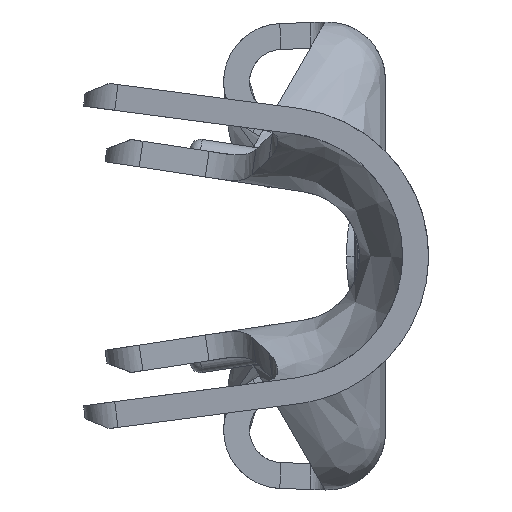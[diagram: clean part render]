
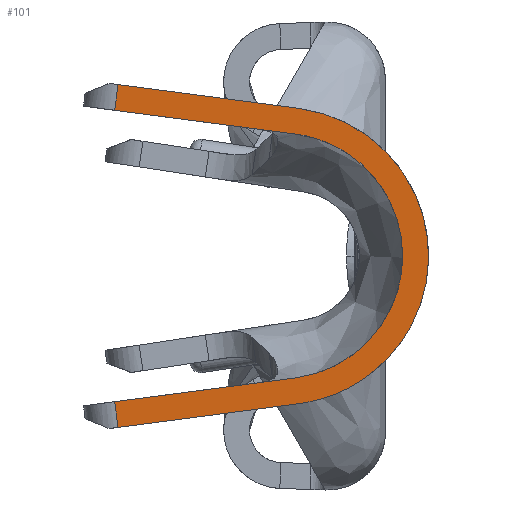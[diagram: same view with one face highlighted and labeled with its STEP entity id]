
A CAD part, left-side view. The second image highlights one B-rep face of the part: STEP entity #101.
In plain terms, the highlighted planar face has unit normal (-0.996, 0.087, 0).
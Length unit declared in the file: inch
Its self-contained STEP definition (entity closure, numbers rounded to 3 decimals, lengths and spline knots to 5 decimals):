
#101 = ADVANCED_FACE ( 'NONE', ( #768 ), #4832, .F. ) ;
#133 = VECTOR ( 'NONE', #4410, 39.37008 ) ;
#213 = DIRECTION ( 'NONE',  ( 0.996, -0.087, 0. ) ) ;
#340 = EDGE_CURVE ( 'NONE', #7989, #1791, #9809, .T. ) ;
#385 = VECTOR ( 'NONE', #3781, 39.37008 ) ;
#536 = EDGE_CURVE ( 'NONE', #1791, #537, #6393, .T. ) ;
#537 = VERTEX_POINT ( 'NONE', #7044 ) ;
#768 = FACE_OUTER_BOUND ( 'NONE', #5310, .T. ) ;
#775 = EDGE_CURVE ( 'NONE', #537, #1299, #6642, .T. ) ;
#854 = CARTESIAN_POINT ( 'NONE',  ( -0.58461, 0.02708, -0.05651 ) ) ;
#896 = CARTESIAN_POINT ( 'NONE',  ( -0.59239, -0.0618, -0.04482 ) ) ;
#1079 = VERTEX_POINT ( 'NONE', #2275 ) ;
#1081 = EDGE_CURVE ( 'NONE', #6029, #1079, #2504, .T. ) ;
#1194 = CARTESIAN_POINT ( 'NONE',  ( -0.58475, 0.02552, 0.06841 ) ) ;
#1207 = EDGE_CURVE ( 'NONE', #6029, #1299, #1771, .T. ) ;
#1215 = CARTESIAN_POINT ( 'NONE',  ( -0.58421, 0.03173, -0.06923 ) ) ;
#1220 = EDGE_CURVE ( 'NONE', #7989, #7440, #9431, .T. ) ;
#1299 = VERTEX_POINT ( 'NONE', #2327 ) ;
#1437 = ORIENTED_EDGE ( 'NONE', *, *, #536, .F. ) ;
#1771 = LINE ( 'NONE', #9028, #133 ) ;
#1791 = VERTEX_POINT ( 'NONE', #9553 ) ;
#1996 = CARTESIAN_POINT ( 'NONE',  ( -0.59416, -0.08208, -0.05426 ) ) ;
#2275 = CARTESIAN_POINT ( 'NONE',  ( -0.58475, 0.02552, 0.06841 ) ) ;
#2327 = CARTESIAN_POINT ( 'NONE',  ( -0.57727, 0.11102, 0.06755 ) ) ;
#2497 = CARTESIAN_POINT ( 'NONE',  ( -0.59239, -0.0618, 0.04482 ) ) ;
#2504 = LINE ( 'NONE', #4487, #385 ) ;
#2810 = ORIENTED_EDGE ( 'NONE', *, *, #6407, .F. ) ;
#2943 = DIRECTION ( 'NONE',  ( -0.011, -0.13, -0.991 ) ) ;
#3178 = DIRECTION ( 'NONE',  ( -0.086, -0.988, 0.13 ) ) ;
#3378 =( BOUNDED_CURVE ( )  B_SPLINE_CURVE ( 3, ( #1194, #6535, #1996, #7324 ),
 .UNSPECIFIED., .F., .F. ) 
 B_SPLINE_CURVE_WITH_KNOTS ( ( 4, 4 ),
 ( 4.84314, 7.72323 ),
 .UNSPECIFIED. ) 
 CURVE ( )  GEOMETRIC_REPRESENTATION_ITEM ( )  RATIONAL_B_SPLINE_CURVE ( ( 1., 0.42, 0.42, 1. ) ) 
 REPRESENTATION_ITEM ( '' )  );
#3470 = VECTOR ( 'NONE', #3178, 39.37008 ) ;
#3579 = DIRECTION ( 'NONE',  ( 0.086, 0.988, -0.13 ) ) ;
#3781 = DIRECTION ( 'NONE',  ( -0.086, -0.988, -0.13 ) ) ;
#3899 = CARTESIAN_POINT ( 'NONE',  ( -0.57727, 0.11102, -0.06755 ) ) ;
#4054 = EDGE_CURVE ( 'NONE', #1079, #7079, #3378, .T. ) ;
#4410 = DIRECTION ( 'NONE',  ( 0.011, 0.13, -0.991 ) ) ;
#4487 = CARTESIAN_POINT ( 'NONE',  ( -0.58421, 0.03173, 0.06923 ) ) ;
#4514 = ORIENTED_EDGE ( 'NONE', *, *, #775, .F. ) ;
#4534 = CARTESIAN_POINT ( 'NONE',  ( -0.57741, 0.10945, 0.07945 ) ) ;
#4832 = PLANE ( 'NONE',  #5261 ) ;
#5159 = CARTESIAN_POINT ( 'NONE',  ( -0.57741, 0.10945, -0.07945 ) ) ;
#5261 = AXIS2_PLACEMENT_3D ( 'NONE', #6339, #213, #5597 ) ;
#5310 = EDGE_LOOP ( 'NONE', ( #8998, #9224, #4514, #1437, #8018, #9402, #2810, #5449 ) ) ;
#5419 = VECTOR ( 'NONE', #3579, 39.37008 ) ;
#5449 = ORIENTED_EDGE ( 'NONE', *, *, #4054, .F. ) ;
#5597 = DIRECTION ( 'NONE',  ( 0.087, 0.996, 0. ) ) ;
#5942 = CARTESIAN_POINT ( 'NONE',  ( -0.5783, 0.09929, -0.15673 ) ) ;
#6029 = VERTEX_POINT ( 'NONE', #4534 ) ;
#6261 = CARTESIAN_POINT ( 'NONE',  ( -0.58475, 0.02552, -0.06841 ) ) ;
#6339 = CARTESIAN_POINT ( 'NONE',  ( -0.59, -0.03449, -0.139 ) ) ;
#6393 =( BOUNDED_CURVE ( )  B_SPLINE_CURVE ( 3, ( #854, #896, #2497, #8614 ),
 .UNSPECIFIED., .F., .F. ) 
 B_SPLINE_CURVE_WITH_KNOTS ( ( 4, 4 ),
 ( 4.84314, 7.72323 ),
 .UNSPECIFIED. ) 
 CURVE ( )  GEOMETRIC_REPRESENTATION_ITEM ( )  RATIONAL_B_SPLINE_CURVE ( ( 1., 0.42, 0.42, 1. ) ) 
 REPRESENTATION_ITEM ( '' )  );
#6407 = EDGE_CURVE ( 'NONE', #7079, #7440, #7487, .T. ) ;
#6535 = CARTESIAN_POINT ( 'NONE',  ( -0.59416, -0.08208, 0.05426 ) ) ;
#6642 = LINE ( 'NONE', #9960, #6893 ) ;
#6893 = VECTOR ( 'NONE', #6925, 39.37008 ) ;
#6925 = DIRECTION ( 'NONE',  ( 0.086, 0.988, 0.13 ) ) ;
#7044 = CARTESIAN_POINT ( 'NONE',  ( -0.58461, 0.02708, 0.05651 ) ) ;
#7079 = VERTEX_POINT ( 'NONE', #6261 ) ;
#7324 = CARTESIAN_POINT ( 'NONE',  ( -0.58475, 0.02552, -0.06841 ) ) ;
#7440 = VERTEX_POINT ( 'NONE', #5159 ) ;
#7487 = LINE ( 'NONE', #1215, #5419 ) ;
#7516 = VECTOR ( 'NONE', #2943, 39.37008 ) ;
#7989 = VERTEX_POINT ( 'NONE', #3899 ) ;
#8018 = ORIENTED_EDGE ( 'NONE', *, *, #340, .F. ) ;
#8614 = CARTESIAN_POINT ( 'NONE',  ( -0.58461, 0.02708, 0.05651 ) ) ;
#8998 = ORIENTED_EDGE ( 'NONE', *, *, #1081, .F. ) ;
#9028 = CARTESIAN_POINT ( 'NONE',  ( -0.57515, 0.13522, -0.11651 ) ) ;
#9224 = ORIENTED_EDGE ( 'NONE', *, *, #1207, .T. ) ;
#9298 = CARTESIAN_POINT ( 'NONE',  ( -0.58407, 0.03328, -0.05733 ) ) ;
#9402 = ORIENTED_EDGE ( 'NONE', *, *, #1220, .T. ) ;
#9431 = LINE ( 'NONE', #5942, #7516 ) ;
#9553 = CARTESIAN_POINT ( 'NONE',  ( -0.58461, 0.02708, -0.05651 ) ) ;
#9809 = LINE ( 'NONE', #9298, #3470 ) ;
#9960 = CARTESIAN_POINT ( 'NONE',  ( -0.58407, 0.03328, 0.05733 ) ) ;
